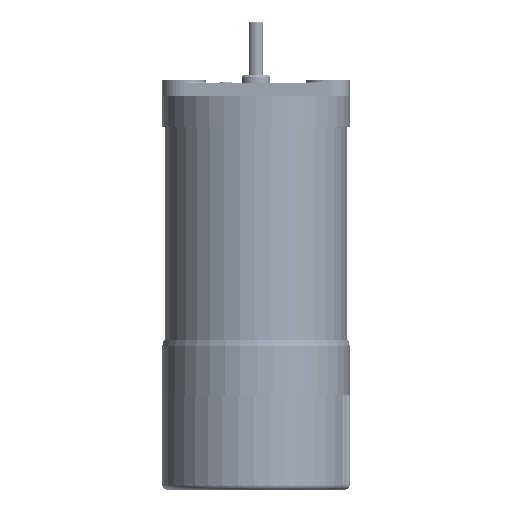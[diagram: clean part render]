
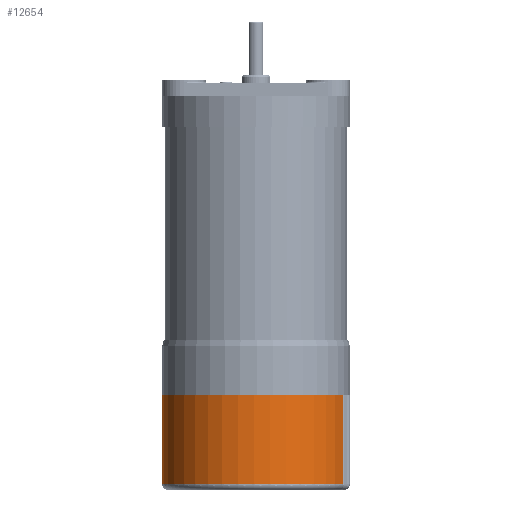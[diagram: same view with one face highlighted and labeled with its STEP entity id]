
A CAD part, left-side view. The second image highlights one B-rep face of the part: STEP entity #12654.
In plain terms, the highlighted cylindrical face has radius 32.5 mm (diameter 65 mm), a partial arc.
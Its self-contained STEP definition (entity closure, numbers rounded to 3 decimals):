
#12552=CARTESIAN_POINT('',(12.311,-30.078,2.0));
#12553=VERTEX_POINT('',#12552);
#12596=CARTESIAN_POINT('',(12.311,-30.078,33.0));
#12597=VERTEX_POINT('',#12596);
#12598=CARTESIAN_POINT('',(12.311,-30.078,2.0));
#12599=DIRECTION('',(0.0,0.0,1.0));
#12600=VECTOR('',#12599,31.0);
#12601=LINE('',#12598,#12600);
#12602=EDGE_CURVE('',#12553,#12597,#12601,.T.);
#12622=CARTESIAN_POINT('',(0.0,0.0,0.0));
#12623=DIRECTION('',(0.0,0.0,1.0));
#12624=DIRECTION('',(0.369,-0.929,0.0));
#12625=AXIS2_PLACEMENT_3D('',#12622,#12623,#12624);
#12626=CYLINDRICAL_SURFACE('',#12625,32.5);
#12627=ORIENTED_EDGE('',*,*,#12602,.F.);
#12628=CARTESIAN_POINT('',(-12.311,-30.078,2.0));
#12629=VERTEX_POINT('',#12628);
#12630=CARTESIAN_POINT('',(0.0,0.0,2.0));
#12631=DIRECTION('',(0.0,0.0,-1.0));
#12632=DIRECTION('',(0.0,1.0,0.0));
#12633=AXIS2_PLACEMENT_3D('',#12630,#12631,#12632);
#12634=CIRCLE('',#12633,32.5);
#12635=EDGE_CURVE('',#12629,#12553,#12634,.T.);
#12636=ORIENTED_EDGE('',*,*,#12635,.F.);
#12637=CARTESIAN_POINT('',(-12.311,-30.078,33.0));
#12638=VERTEX_POINT('',#12637);
#12639=CARTESIAN_POINT('',(-12.311,-30.078,33.0));
#12640=DIRECTION('',(0.0,0.0,-1.0));
#12641=VECTOR('',#12640,31.0);
#12642=LINE('',#12639,#12641);
#12643=EDGE_CURVE('',#12638,#12629,#12642,.T.);
#12644=ORIENTED_EDGE('',*,*,#12643,.F.);
#12645=CARTESIAN_POINT('',(0.0,0.0,33.0));
#12646=DIRECTION('',(0.0,0.0,-1.));
#12647=DIRECTION('',(0.369,-0.929,0.0));
#12648=AXIS2_PLACEMENT_3D('',#12645,#12646,#12647);
#12649=CIRCLE('',#12648,32.5);
#12650=EDGE_CURVE('',#12638,#12597,#12649,.T.);
#12651=ORIENTED_EDGE('',*,*,#12650,.T.);
#12652=EDGE_LOOP('',(#12627,#12636,#12644,#12651));
#12653=FACE_OUTER_BOUND('',#12652,.T.);
#12654=ADVANCED_FACE('',(#12653),#12626,.T.);
